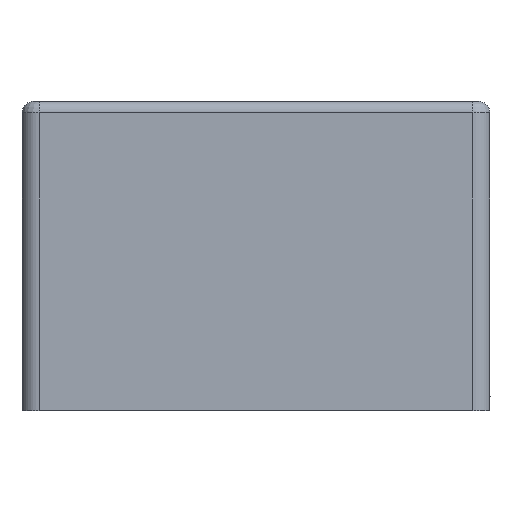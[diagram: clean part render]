
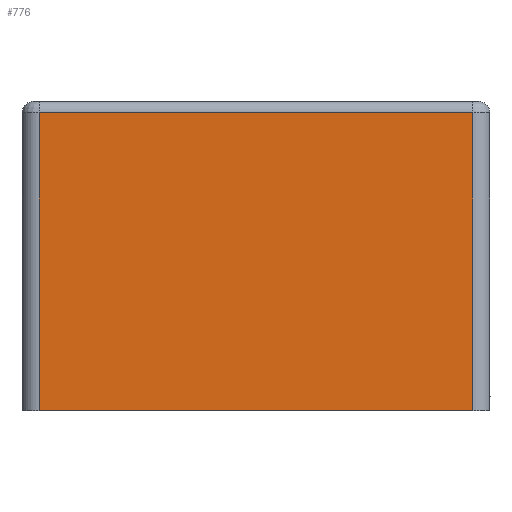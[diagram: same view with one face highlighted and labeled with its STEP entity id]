
A CAD part, left-side view. The second image highlights one B-rep face of the part: STEP entity #776.
In plain terms, the highlighted planar face has unit normal (-1, 0, 0).
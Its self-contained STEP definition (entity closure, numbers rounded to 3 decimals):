
#391 = VERTEX_POINT('',#392);
#392 = CARTESIAN_POINT('',(-112.5,-38.25,-1.));
#431 = VERTEX_POINT('',#432);
#432 = CARTESIAN_POINT('',(-112.5,38.25,-1.));
#467 = EDGE_CURVE('',#431,#391,#468,.T.);
#468 = LINE('',#469,#470);
#469 = CARTESIAN_POINT('',(-112.5,38.25,-1.));
#470 = VECTOR('',#471,1.);
#471 = DIRECTION('',(0.,-1.,0.));
#732 = EDGE_CURVE('',#391,#733,#735,.T.);
#733 = VERTEX_POINT('',#734);
#734 = CARTESIAN_POINT('',(-112.5,-38.25,-53.5));
#735 = LINE('',#736,#737);
#736 = CARTESIAN_POINT('',(-112.5,-38.25,0.));
#737 = VECTOR('',#738,1.);
#738 = DIRECTION('',(0.,0.,-1.));
#755 = EDGE_CURVE('',#756,#431,#758,.T.);
#756 = VERTEX_POINT('',#757);
#757 = CARTESIAN_POINT('',(-112.5,38.25,-53.5));
#758 = LINE('',#759,#760);
#759 = CARTESIAN_POINT('',(-112.5,38.25,0.));
#760 = VECTOR('',#761,1.);
#761 = DIRECTION('',(0.,0.,1.));
#776 = ADVANCED_FACE('',(#777),#788,.T.);
#777 = FACE_BOUND('',#778,.T.);
#778 = EDGE_LOOP('',(#779,#780,#786,#787));
#779 = ORIENTED_EDGE('',*,*,#755,.F.);
#780 = ORIENTED_EDGE('',*,*,#781,.F.);
#781 = EDGE_CURVE('',#733,#756,#782,.T.);
#782 = LINE('',#783,#784);
#783 = CARTESIAN_POINT('',(-112.5,-38.25,-53.5));
#784 = VECTOR('',#785,1.);
#785 = DIRECTION('',(0.,1.,0.));
#786 = ORIENTED_EDGE('',*,*,#732,.F.);
#787 = ORIENTED_EDGE('',*,*,#467,.F.);
#788 = PLANE('',#789);
#789 = AXIS2_PLACEMENT_3D('',#790,#791,#792);
#790 = CARTESIAN_POINT('',(-112.5,0.,-26.25));
#791 = DIRECTION('',(-1.,0.,0.));
#792 = DIRECTION('',(0.,0.,-1.));
